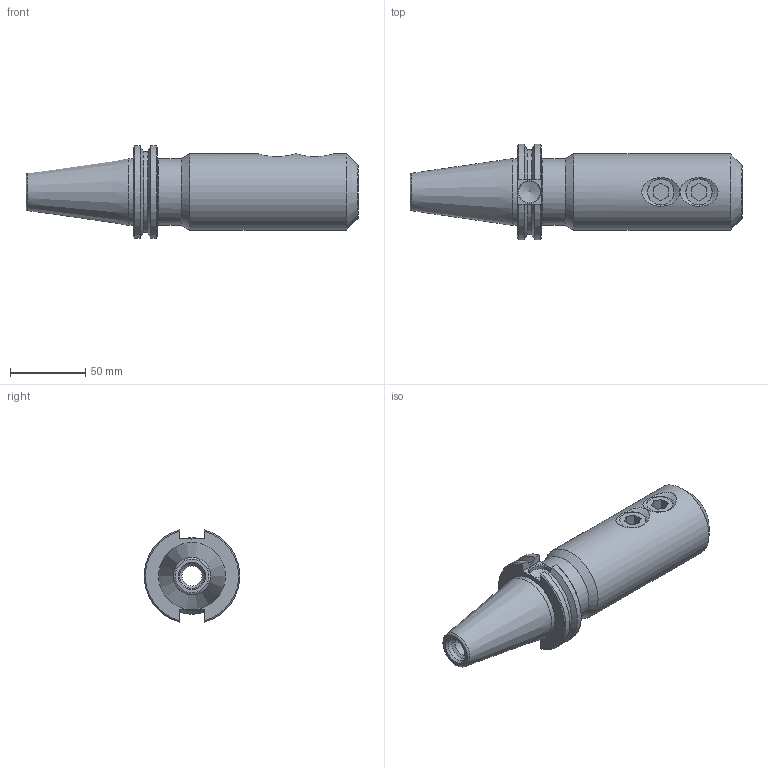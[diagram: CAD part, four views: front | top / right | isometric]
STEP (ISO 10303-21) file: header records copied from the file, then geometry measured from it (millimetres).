
FILE_DESCRIPTION((''),'2;1');
FILE_NAME('C40-10EM6.stp','2014-07-16T10:38:24',('kaykin'),(''),'Autodesk Inventor 2012','Autodesk Inventor 2012','');
FILE_SCHEMA(('AUTOMOTIVE_DESIGN { 1 0 10303 214 1 1 1 1 }'));
Length unit declared in the file: inch
Products named in the file (3): C40-10EM6; C40-10EM6-1; 029-926
Assembly tree (3 placements, depth 2):
  C40-10EM6
    C40-10EM6-1
    029-926  x2
Bounding box: 220.66 x 63.26 x 61.38 mm (x, y, z)
Volume: 292797.7 mm3; surface area: 54311.6 mm2
Topology: 3 solids, 3 shells, 73 faces, 175 edges, 111 vertices
Faces by surface type: plane 28, cone 24, cylinder 18, torus 3
Full cylindrical faces by diameter (mm): 13.386 x1, 14.3 x1, 16.459 x1, 17.323 x2, 19.05 x2, 25.4 x1, 26.416 x1, 44.45 x2, 50.8 x1
Entity records: 1856 total; most frequent: CARTESIAN_POINT 466, DIRECTION 273, ORIENTED_EDGE 232, EDGE_CURVE 116, AXIS2_PLACEMENT_3D 113, EDGE_LOOP 97, VERTEX_POINT 89, FACE_OUTER_BOUND 61
